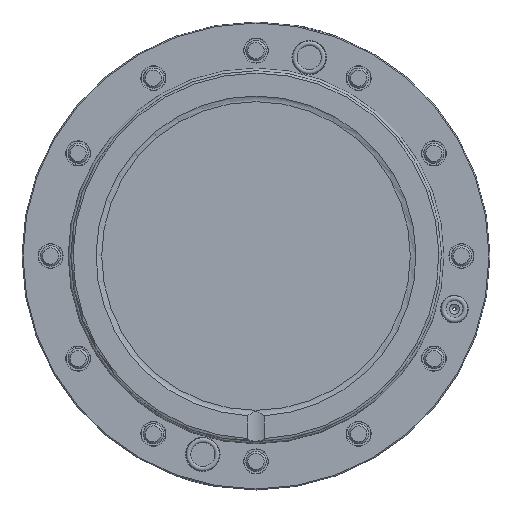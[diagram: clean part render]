
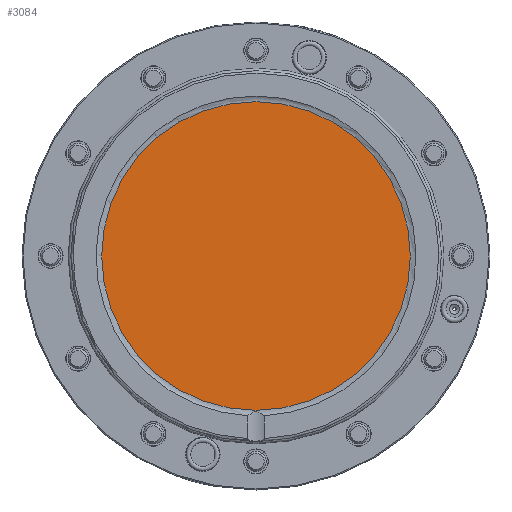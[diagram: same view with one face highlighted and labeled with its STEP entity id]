
A CAD part, front view. The second image highlights one B-rep face of the part: STEP entity #3084.
In plain terms, the highlighted planar face has unit normal (0, -1, 0).
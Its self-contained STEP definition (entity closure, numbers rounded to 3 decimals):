
#445 = CIRCLE ( 'NONE', #3958, 45.842 ) ;
#845 = AXIS2_PLACEMENT_3D ( 'NONE', #10860, #11968, #10088 ) ;
#1474 = DIRECTION ( 'NONE',  ( 0., 0., 1. ) ) ;
#3084 = ADVANCED_FACE ( 'NONE', ( #10796 ), #9888, .F. ) ;
#3958 = AXIS2_PLACEMENT_3D ( 'NONE', #4651, #10408, #1474 ) ;
#4092 = ORIENTED_EDGE ( 'NONE', *, *, #8332, .F. ) ;
#4651 = CARTESIAN_POINT ( 'NONE',  ( 0., -17.6, 0. ) ) ;
#8332 = EDGE_CURVE ( 'NONE', #8418, #8418, #445, .T. ) ;
#8418 = VERTEX_POINT ( 'NONE', #12401 ) ;
#9888 = PLANE ( 'NONE',  #845 ) ;
#10088 = DIRECTION ( 'NONE',  ( 0., 0., 1. ) ) ;
#10408 = DIRECTION ( 'NONE',  ( 0., 1., 0. ) ) ;
#10796 = FACE_OUTER_BOUND ( 'NONE', #11066, .T. ) ;
#10860 = CARTESIAN_POINT ( 'NONE',  ( 0., -17.6, 0. ) ) ;
#11066 = EDGE_LOOP ( 'NONE', ( #4092 ) ) ;
#11968 = DIRECTION ( 'NONE',  ( 0., 1., 0. ) ) ;
#12401 = CARTESIAN_POINT ( 'NONE',  ( 0., -17.6, 45.842 ) ) ;
